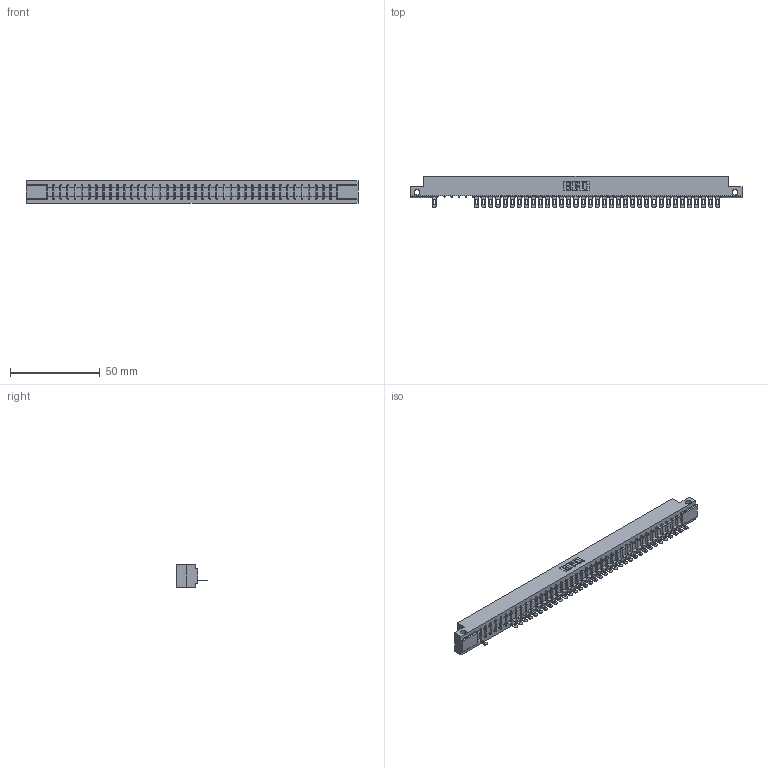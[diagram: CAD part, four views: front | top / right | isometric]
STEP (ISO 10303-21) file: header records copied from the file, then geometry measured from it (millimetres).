
FILE_DESCRIPTION (( 'STEP AP203' ), '1' );
FILE_NAME ('357-041-501-112.STEP', '2018-08-11T07:02:44', ( '' ), ( '' ), 'SwSTEP 2.0', 'SolidWorks 2016', '' );
FILE_SCHEMA (( 'CONFIG_CONTROL_DESIGN' ));
Length unit declared in the file: inch
Products named in the file (3): 307 Part_.128 Dia Side Mounting Holes; 307-290-002_501; 357-041-501-112
Assembly tree (37 placements, depth 2):
  357-041-501-112
    307 Part_.128 Dia Side Mounting Holes
    307-290-002_501  x36
Bounding box: 185.47 x 17.42 x 12.7 mm (x, y, z)
Volume: 19584.8 mm3; surface area: 23908.7 mm2
Topology: 37 solids, 37 shells, 2996 faces, 9211 edges, 6026 vertices
Faces by surface type: plane 1714, cylinder 1198, sphere 84
Entity records: 35908 total; most frequent: CARTESIAN_POINT 6079, ORIENTED_EDGE 6074, DIRECTION 5905, EDGE_CURVE 3037, LINE 2321, VECTOR 2321, VERTEX_POINT 1966, AXIS2_PLACEMENT_3D 1792
